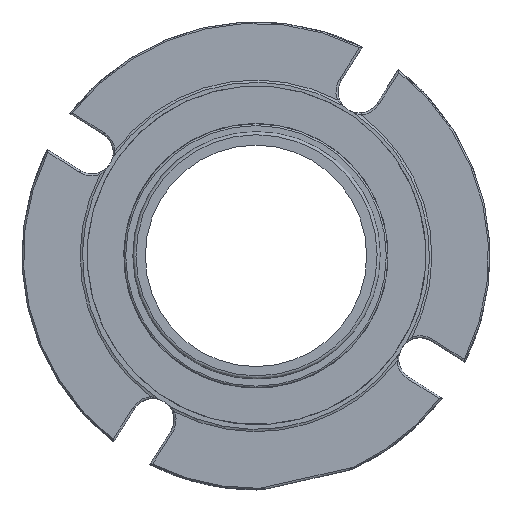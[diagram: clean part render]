
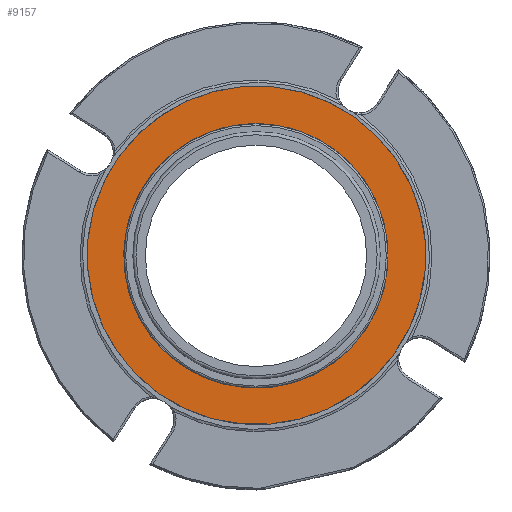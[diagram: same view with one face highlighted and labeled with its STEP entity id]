
A CAD part, left-side view. The second image highlights one B-rep face of the part: STEP entity #9157.
In plain terms, the highlighted planar face has unit normal (-1, 0, 0).
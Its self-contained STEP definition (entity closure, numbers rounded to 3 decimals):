
#1702=PLANE('',#9761);
#1924=ORIENTED_EDGE('',*,*,#4821,.T.);
#1925=ORIENTED_EDGE('',*,*,#4820,.T.);
#4820=EDGE_CURVE('',#6274,#6274,#7206,.F.);
#4821=EDGE_CURVE('',#6275,#6275,#7207,.T.);
#6274=VERTEX_POINT('',#13231);
#6275=VERTEX_POINT('',#13234);
#7206=CIRCLE('',#9760,64.453);
#7207=CIRCLE('',#9762,82.55);
#7704=EDGE_LOOP('',(#1924));
#7705=EDGE_LOOP('',(#1925));
#8358=FACE_BOUND('',#7704,.T.);
#8359=FACE_BOUND('',#7705,.T.);
#9157=ADVANCED_FACE('',(#8358,#8359),#1702,.T.);
#9760=AXIS2_PLACEMENT_3D('',#13230,#10774,#10775);
#9761=AXIS2_PLACEMENT_3D('',#13232,#10776,#10777);
#9762=AXIS2_PLACEMENT_3D('',#13233,#10778,#10779);
#10774=DIRECTION('',(-1.,0.,0.));
#10775=DIRECTION('',(0.,0.,1.));
#10776=DIRECTION('',(-1.,0.,0.));
#10777=DIRECTION('',(0.,-0.577,0.816));
#10778=DIRECTION('',(-1.,0.,0.));
#10779=DIRECTION('',(0.,-0.577,0.816));
#13230=CARTESIAN_POINT('',(-10.41,0.,0.));
#13231=CARTESIAN_POINT('',(-10.41,0.,64.453));
#13232=CARTESIAN_POINT('',(-10.41,-39.681,56.006));
#13233=CARTESIAN_POINT('',(-10.41,-0.269,0.269));
#13234=CARTESIAN_POINT('',(-10.41,-47.93,67.671));
